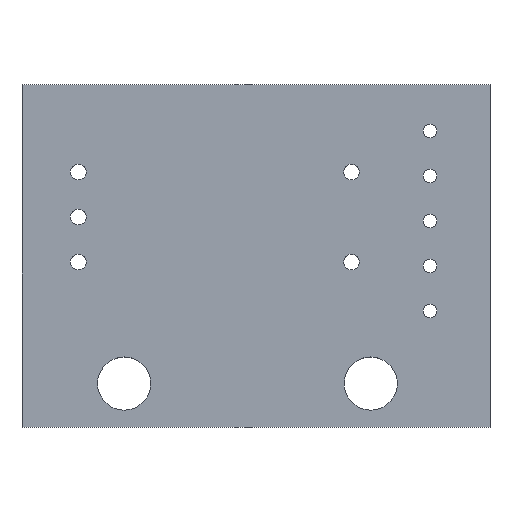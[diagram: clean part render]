
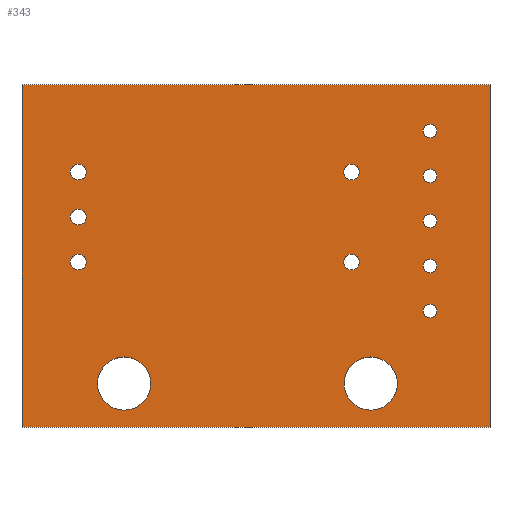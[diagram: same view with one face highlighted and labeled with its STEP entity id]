
A CAD part, top view. The second image highlights one B-rep face of the part: STEP entity #343.
In plain terms, the highlighted planar face has unit normal (0, 0, 1).
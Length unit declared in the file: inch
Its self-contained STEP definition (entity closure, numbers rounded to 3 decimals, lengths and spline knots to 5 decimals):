
#15=LINE($,#556,#27);
#18=LINE($,#562,#30);
#21=LINE($,#568,#33);
#24=LINE($,#572,#36);
#27=VECTOR($,#468,0.761);
#30=VECTOR($,#473,1.04);
#33=VECTOR($,#478,0.761);
#36=VECTOR($,#483,1.04);
#41=PLANE($,#388);
#55=FACE_BOUND($,#125,.T.);
#56=FACE_BOUND($,#126,.T.);
#57=FACE_BOUND($,#127,.T.);
#58=FACE_BOUND($,#128,.T.);
#59=FACE_BOUND($,#129,.T.);
#60=FACE_BOUND($,#130,.T.);
#61=FACE_BOUND($,#131,.T.);
#62=FACE_BOUND($,#132,.T.);
#63=FACE_BOUND($,#133,.T.);
#64=FACE_BOUND($,#134,.T.);
#65=FACE_BOUND($,#135,.T.);
#66=FACE_BOUND($,#136,.T.);
#67=FACE_BOUND($,#137,.T.);
#125=EDGE_LOOP($,(#283));
#126=EDGE_LOOP($,(#284));
#127=EDGE_LOOP($,(#285));
#128=EDGE_LOOP($,(#286));
#129=EDGE_LOOP($,(#287));
#130=EDGE_LOOP($,(#288));
#131=EDGE_LOOP($,(#289));
#132=EDGE_LOOP($,(#290));
#133=EDGE_LOOP($,(#291));
#134=EDGE_LOOP($,(#292));
#135=EDGE_LOOP($,(#293));
#136=EDGE_LOOP($,(#294));
#137=EDGE_LOOP($,(#295,#296,#297,#298));
#152=CIRCLE($,#350,0.0175);
#154=CIRCLE($,#353,0.0175);
#155=CIRCLE($,#355,0.015);
#157=CIRCLE($,#358,0.015);
#159=CIRCLE($,#361,0.015);
#161=CIRCLE($,#364,0.015);
#163=CIRCLE($,#367,0.015);
#165=CIRCLE($,#370,0.05906);
#167=CIRCLE($,#373,0.05906);
#169=CIRCLE($,#376,0.0175);
#171=CIRCLE($,#379,0.0175);
#173=CIRCLE($,#382,0.0175);
#176=VERTEX_POINT($,#492);
#178=VERTEX_POINT($,#497);
#179=VERTEX_POINT($,#500);
#181=VERTEX_POINT($,#505);
#183=VERTEX_POINT($,#510);
#185=VERTEX_POINT($,#515);
#187=VERTEX_POINT($,#520);
#189=VERTEX_POINT($,#525);
#191=VERTEX_POINT($,#530);
#193=VERTEX_POINT($,#535);
#195=VERTEX_POINT($,#540);
#197=VERTEX_POINT($,#545);
#201=VERTEX_POINT($,#553);
#202=VERTEX_POINT($,#555);
#204=VERTEX_POINT($,#561);
#206=VERTEX_POINT($,#567);
#208=EDGE_CURVE($,#176,#176,#152,.T.);
#210=EDGE_CURVE($,#178,#178,#154,.T.);
#211=EDGE_CURVE($,#179,#179,#155,.T.);
#213=EDGE_CURVE($,#181,#181,#157,.T.);
#215=EDGE_CURVE($,#183,#183,#159,.T.);
#217=EDGE_CURVE($,#185,#185,#161,.T.);
#219=EDGE_CURVE($,#187,#187,#163,.T.);
#221=EDGE_CURVE($,#189,#189,#165,.T.);
#223=EDGE_CURVE($,#191,#191,#167,.T.);
#225=EDGE_CURVE($,#193,#193,#169,.T.);
#227=EDGE_CURVE($,#195,#195,#171,.T.);
#229=EDGE_CURVE($,#197,#197,#173,.T.);
#233=EDGE_CURVE($,#202,#201,#15,.T.);
#236=EDGE_CURVE($,#204,#202,#18,.T.);
#239=EDGE_CURVE($,#206,#204,#21,.T.);
#242=EDGE_CURVE($,#201,#206,#24,.T.);
#283=ORIENTED_EDGE($,*,*,#208,.T.);
#284=ORIENTED_EDGE($,*,*,#210,.T.);
#285=ORIENTED_EDGE($,*,*,#211,.T.);
#286=ORIENTED_EDGE($,*,*,#213,.T.);
#287=ORIENTED_EDGE($,*,*,#215,.T.);
#288=ORIENTED_EDGE($,*,*,#217,.T.);
#289=ORIENTED_EDGE($,*,*,#219,.T.);
#290=ORIENTED_EDGE($,*,*,#221,.T.);
#291=ORIENTED_EDGE($,*,*,#223,.T.);
#292=ORIENTED_EDGE($,*,*,#225,.T.);
#293=ORIENTED_EDGE($,*,*,#227,.T.);
#294=ORIENTED_EDGE($,*,*,#229,.T.);
#295=ORIENTED_EDGE($,*,*,#242,.T.);
#296=ORIENTED_EDGE($,*,*,#239,.T.);
#297=ORIENTED_EDGE($,*,*,#236,.T.);
#298=ORIENTED_EDGE($,*,*,#233,.T.);
#343=ADVANCED_FACE($,(#55,#56,#57,#58,#59,#60,#61,#62,#63,#64,#65,#66,#67),
#41,.T.);
#350=AXIS2_PLACEMENT_3D($,#493,#396,#397);
#353=AXIS2_PLACEMENT_3D($,#498,#402,#403);
#355=AXIS2_PLACEMENT_3D($,#501,#406,#407);
#358=AXIS2_PLACEMENT_3D($,#506,#412,#413);
#361=AXIS2_PLACEMENT_3D($,#511,#418,#419);
#364=AXIS2_PLACEMENT_3D($,#516,#424,#425);
#367=AXIS2_PLACEMENT_3D($,#521,#430,#431);
#370=AXIS2_PLACEMENT_3D($,#526,#436,#437);
#373=AXIS2_PLACEMENT_3D($,#531,#442,#443);
#376=AXIS2_PLACEMENT_3D($,#536,#448,#449);
#379=AXIS2_PLACEMENT_3D($,#541,#454,#455);
#382=AXIS2_PLACEMENT_3D($,#546,#460,#461);
#388=AXIS2_PLACEMENT_3D($,#573,#484,#485);
#396=DIRECTION('center_axis',(0.,0.,-1.));
#397=DIRECTION('ref_axis',(1.,0.,0.));
#402=DIRECTION('center_axis',(0.,0.,-1.));
#403=DIRECTION('ref_axis',(1.,0.,0.));
#406=DIRECTION('center_axis',(0.,0.,-1.));
#407=DIRECTION('ref_axis',(-1.,0.,0.));
#412=DIRECTION('center_axis',(0.,0.,-1.));
#413=DIRECTION('ref_axis',(-1.,0.,0.));
#418=DIRECTION('center_axis',(0.,0.,-1.));
#419=DIRECTION('ref_axis',(-1.,0.,0.));
#424=DIRECTION('center_axis',(0.,0.,-1.));
#425=DIRECTION('ref_axis',(-1.,0.,0.));
#430=DIRECTION('center_axis',(0.,0.,-1.));
#431=DIRECTION('ref_axis',(-1.,0.,0.));
#436=DIRECTION('center_axis',(0.,0.,-1.));
#437=DIRECTION('ref_axis',(-1.,0.,0.));
#442=DIRECTION('center_axis',(0.,0.,-1.));
#443=DIRECTION('ref_axis',(-1.,0.,0.));
#448=DIRECTION('center_axis',(0.,0.,-1.));
#449=DIRECTION('ref_axis',(-1.,0.,0.));
#454=DIRECTION('center_axis',(0.,0.,-1.));
#455=DIRECTION('ref_axis',(-1.,0.,0.));
#460=DIRECTION('center_axis',(0.,0.,-1.));
#461=DIRECTION('ref_axis',(-1.,0.,0.));
#468=DIRECTION($,(0.,-1.,0.));
#473=DIRECTION($,(-1.,0.,0.));
#478=DIRECTION($,(0.,1.,0.));
#483=DIRECTION($,(1.,0.,0.));
#484=DIRECTION('center_axis',(0.,0.,1.));
#485=DIRECTION('ref_axis',(1.,0.,0.));
#492=CARTESIAN_POINT('',(0.74951,0.567,0.06));
#493=CARTESIAN_POINT('Origin',(0.73201,0.567,0.06));
#497=CARTESIAN_POINT('',(0.74951,0.367,0.06));
#498=CARTESIAN_POINT('Origin',(0.73201,0.367,0.06));
#500=CARTESIAN_POINT('',(0.9215,0.658,0.06));
#501=CARTESIAN_POINT('Origin',(0.9065,0.658,0.06));
#505=CARTESIAN_POINT('',(0.9215,0.558,0.06));
#506=CARTESIAN_POINT('Origin',(0.9065,0.558,0.06));
#510=CARTESIAN_POINT('',(0.9215,0.458,0.06));
#511=CARTESIAN_POINT('Origin',(0.9065,0.458,0.06));
#515=CARTESIAN_POINT('',(0.9215,0.358,0.06));
#516=CARTESIAN_POINT('Origin',(0.9065,0.358,0.06));
#520=CARTESIAN_POINT('',(0.9215,0.258,0.06));
#521=CARTESIAN_POINT('Origin',(0.9065,0.258,0.06));
#525=CARTESIAN_POINT('',(0.83406,0.097,0.06));
#526=CARTESIAN_POINT('Origin',(0.775,0.097,0.06));
#530=CARTESIAN_POINT('',(0.28606,0.097,0.06));
#531=CARTESIAN_POINT('Origin',(0.227,0.097,0.06));
#535=CARTESIAN_POINT('',(0.1425,0.367,0.06));
#536=CARTESIAN_POINT('Origin',(0.125,0.367,0.06));
#540=CARTESIAN_POINT('',(0.1425,0.467,0.06));
#541=CARTESIAN_POINT('Origin',(0.125,0.467,0.06));
#545=CARTESIAN_POINT('',(0.1425,0.567,0.06));
#546=CARTESIAN_POINT('Origin',(0.125,0.567,0.06));
#553=CARTESIAN_POINT('',(0.,0.,0.06));
#555=CARTESIAN_POINT('',(0.,0.761,0.06));
#556=CARTESIAN_POINT($,(0.,0.761,0.06));
#561=CARTESIAN_POINT('',(1.04,0.761,0.06));
#562=CARTESIAN_POINT($,(1.04,0.761,0.06));
#567=CARTESIAN_POINT('',(1.04,0.,0.06));
#568=CARTESIAN_POINT($,(1.04,0.,0.06));
#572=CARTESIAN_POINT($,(0.,0.,0.06));
#573=CARTESIAN_POINT('Origin',(0.52,0.3805,0.06));
